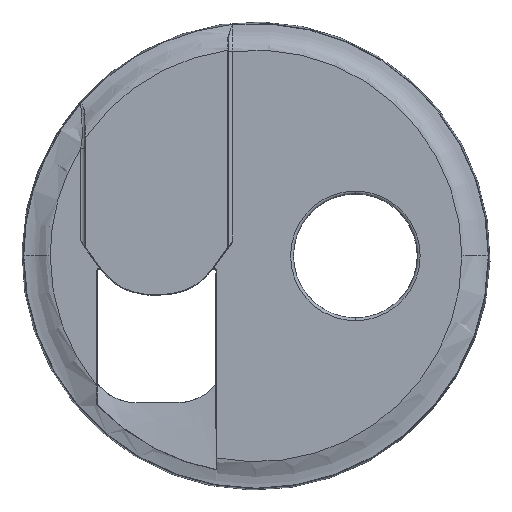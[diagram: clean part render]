
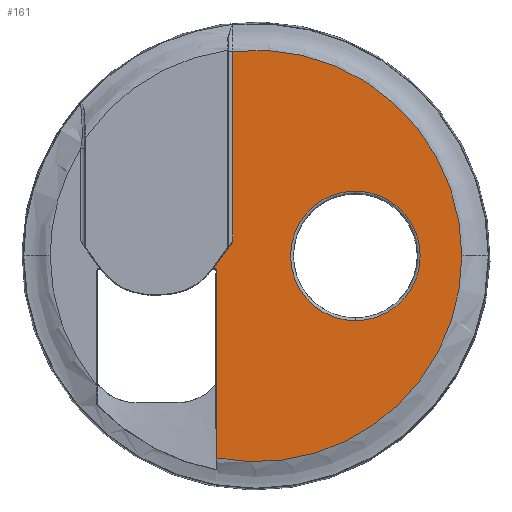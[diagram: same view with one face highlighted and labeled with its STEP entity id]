
A CAD part, top view. The second image highlights one B-rep face of the part: STEP entity #161.
In plain terms, the highlighted planar face has unit normal (0, 0, -1).
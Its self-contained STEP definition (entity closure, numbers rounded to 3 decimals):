
#34=AXIS2_PLACEMENT_3D('Plane Axis2P3D',#31,#32,#33) ;
#125=AXIS2_PLACEMENT_3D('Circle Axis2P3D',#123,#124,$) ;
#132=AXIS2_PLACEMENT_3D('Circle Axis2P3D',#130,#131,$) ;
#145=AXIS2_PLACEMENT_3D('Circle Axis2P3D',#143,#144,$) ;
#154=AXIS2_PLACEMENT_3D('Circle Axis2P3D',#152,#153,$) ;
#31=CARTESIAN_POINT('Axis2P3D Location',(1.672,-0.401,9.5)) ;
#36=CARTESIAN_POINT('Line Origine',(-4.44,-12.318,9.5)) ;
#40=CARTESIAN_POINT('Vertex',(-4.44,-1.763,9.5)) ;
#42=CARTESIAN_POINT('Vertex',(-4.44,-22.873,9.5)) ;
#46=CARTESIAN_POINT('Control Point',(-4.44,-1.763,9.5)) ;
#47=CARTESIAN_POINT('Control Point',(-4.44,-1.758,9.5)) ;
#48=CARTESIAN_POINT('Control Point',(-4.44,-1.753,9.5)) ;
#49=CARTESIAN_POINT('Control Point',(-4.44,-1.747,9.5)) ;
#50=CARTESIAN_POINT('Control Point',(-4.441,-1.737,9.5)) ;
#51=CARTESIAN_POINT('Control Point',(-4.442,-1.726,9.5)) ;
#52=CARTESIAN_POINT('Control Point',(-4.442,-1.721,9.5)) ;
#53=CARTESIAN_POINT('Control Point',(-4.443,-1.711,9.5)) ;
#54=CARTESIAN_POINT('Control Point',(-4.445,-1.7,9.5)) ;
#55=CARTESIAN_POINT('Control Point',(-4.446,-1.695,9.5)) ;
#56=CARTESIAN_POINT('Control Point',(-4.448,-1.685,9.5)) ;
#57=CARTESIAN_POINT('Control Point',(-4.451,-1.674,9.5)) ;
#58=CARTESIAN_POINT('Control Point',(-4.452,-1.669,9.5)) ;
#59=CARTESIAN_POINT('Control Point',(-4.455,-1.659,9.5)) ;
#60=CARTESIAN_POINT('Control Point',(-4.458,-1.649,9.5)) ;
#61=CARTESIAN_POINT('Control Point',(-4.46,-1.644,9.5)) ;
#62=CARTESIAN_POINT('Control Point',(-4.464,-1.634,9.5)) ;
#63=CARTESIAN_POINT('Control Point',(-4.468,-1.624,9.5)) ;
#64=CARTESIAN_POINT('Control Point',(-4.47,-1.619,9.5)) ;
#65=CARTESIAN_POINT('Control Point',(-4.477,-1.604,9.5)) ;
#66=CARTESIAN_POINT('Control Point',(-4.485,-1.59,9.5)) ;
#67=CARTESIAN_POINT('Control Point',(-4.49,-1.58,9.5)) ;
#68=CARTESIAN_POINT('Control Point',(-4.502,-1.562,9.5)) ;
#69=CARTESIAN_POINT('Control Point',(-4.514,-1.545,9.5)) ;
#70=CARTESIAN_POINT('Control Point',(-4.521,-1.537,9.5)) ;
#71=CARTESIAN_POINT('Control Point',(-4.535,-1.52,9.5)) ;
#72=CARTESIAN_POINT('Control Point',(-4.551,-1.505,9.5)) ;
#73=CARTESIAN_POINT('Control Point',(-4.559,-1.498,9.5)) ;
#74=CARTESIAN_POINT('Control Point',(-4.575,-1.484,9.5)) ;
#75=CARTESIAN_POINT('Control Point',(-4.593,-1.472,9.5)) ;
#76=CARTESIAN_POINT('Control Point',(-4.602,-1.466,9.5)) ;
#77=CARTESIAN_POINT('Control Point',(-4.62,-1.455,9.5)) ;
#78=CARTESIAN_POINT('Control Point',(-4.639,-1.445,9.5)) ;
#79=CARTESIAN_POINT('Control Point',(-4.649,-1.441,9.5)) ;
#80=CARTESIAN_POINT('Control Point',(-4.679,-1.429,9.5)) ;
#81=CARTESIAN_POINT('Control Point',(-4.71,-1.42,9.5)) ;
#82=CARTESIAN_POINT('Control Point',(-4.731,-1.416,9.5)) ;
#83=CARTESIAN_POINT('Control Point',(-4.763,-1.412,9.5)) ;
#84=CARTESIAN_POINT('Control Point',(-4.795,-1.412,9.5)) ;
#85=CARTESIAN_POINT('Control Point',(-4.805,-1.412,9.5)) ;
#86=CARTESIAN_POINT('Control Point',(-4.818,-1.413,9.5)) ;
#87=CARTESIAN_POINT('Control Point',(-4.831,-1.415,9.5)) ;
#88=CARTESIAN_POINT('Control Point',(-4.833,-1.415,9.5)) ;
#89=CARTESIAN_POINT('Control Point',(-4.836,-1.415,9.5)) ;
#90=CARTESIAN_POINT('Control Point',(-4.838,-1.416,9.5)) ;
#91=CARTESIAN_POINT('Vertex',(-4.838,-1.416,9.5)) ;
#95=CARTESIAN_POINT('Control Point',(-2.653,1.576,9.5)) ;
#96=CARTESIAN_POINT('Control Point',(-2.752,1.438,9.5)) ;
#97=CARTESIAN_POINT('Control Point',(-2.852,1.3,9.5)) ;
#98=CARTESIAN_POINT('Control Point',(-2.951,1.162,9.5)) ;
#99=CARTESIAN_POINT('Control Point',(-3.142,0.897,9.5)) ;
#100=CARTESIAN_POINT('Control Point',(-3.334,0.631,9.5)) ;
#101=CARTESIAN_POINT('Control Point',(-3.425,0.504,9.5)) ;
#102=CARTESIAN_POINT('Control Point',(-3.701,0.122,9.5)) ;
#103=CARTESIAN_POINT('Control Point',(-3.977,-0.261,9.5)) ;
#104=CARTESIAN_POINT('Control Point',(-4.161,-0.516,9.5)) ;
#105=CARTESIAN_POINT('Control Point',(-4.352,-0.778,9.5)) ;
#106=CARTESIAN_POINT('Control Point',(-4.547,-1.037,9.5)) ;
#107=CARTESIAN_POINT('Control Point',(-4.553,-1.045,9.5)) ;
#108=CARTESIAN_POINT('Control Point',(-4.613,-1.124,9.5)) ;
#109=CARTESIAN_POINT('Control Point',(-4.673,-1.203,9.5)) ;
#110=CARTESIAN_POINT('Control Point',(-4.727,-1.275,9.5)) ;
#111=CARTESIAN_POINT('Control Point',(-4.782,-1.345,9.5)) ;
#112=CARTESIAN_POINT('Control Point',(-4.838,-1.416,9.5)) ;
#113=CARTESIAN_POINT('Vertex',(-2.653,1.576,9.5)) ;
#116=CARTESIAN_POINT('Line Origine',(-2.653,12.362,9.5)) ;
#120=CARTESIAN_POINT('Vertex',(-2.653,23.148,9.5)) ;
#123=CARTESIAN_POINT('Axis2P3D Location',(0.,0.,9.5)) ;
#127=CARTESIAN_POINT('Vertex',(23.3,0.,9.5)) ;
#130=CARTESIAN_POINT('Axis2P3D Location',(0.,0.,9.5)) ;
#143=CARTESIAN_POINT('Axis2P3D Location',(11.25,0.,9.5)) ;
#147=CARTESIAN_POINT('Vertex',(11.25,7.337,9.5)) ;
#149=CARTESIAN_POINT('Vertex',(11.25,-7.337,9.5)) ;
#152=CARTESIAN_POINT('Axis2P3D Location',(11.25,0.,9.5)) ;
#32=DIRECTION('Axis2P3D Direction',(0.,0.,1.)) ;
#33=DIRECTION('Axis2P3D XDirection',(0.09,0.996,0.)) ;
#37=DIRECTION('Vector Direction',(0.,-1.,0.)) ;
#117=DIRECTION('Vector Direction',(0.,1.,0.)) ;
#124=DIRECTION('Axis2P3D Direction',(0.,0.,1.)) ;
#131=DIRECTION('Axis2P3D Direction',(0.,0.,1.)) ;
#144=DIRECTION('Axis2P3D Direction',(0.,0.,1.)) ;
#153=DIRECTION('Axis2P3D Direction',(0.,0.,1.)) ;
#38=VECTOR('Line Direction',#37,1.) ;
#118=VECTOR('Line Direction',#117,1.) ;
#136=ORIENTED_EDGE('',*,*,#44,.F.) ;
#137=ORIENTED_EDGE('',*,*,#93,.F.) ;
#138=ORIENTED_EDGE('',*,*,#115,.F.) ;
#139=ORIENTED_EDGE('',*,*,#122,.F.) ;
#140=ORIENTED_EDGE('',*,*,#129,.F.) ;
#141=ORIENTED_EDGE('',*,*,#134,.F.) ;
#158=ORIENTED_EDGE('',*,*,#151,.F.) ;
#159=ORIENTED_EDGE('',*,*,#156,.F.) ;
#160=FACE_BOUND('',#157,.T.) ;
#161=ADVANCED_FACE('Extraction.1',(#142,#160),#35,.F.) ;
#45=B_SPLINE_CURVE_WITH_KNOTS('',5,(#46,#47,#48,#49,#50,#51,#52,#53,#54,#55,#56,#57,#58,#59,#60,#61,#62,#63,#64,#65,#66,#67,#68,#69,#70,#71,#72,#73,#74,#75,#76,#77,#78,#79,#80,#81,#82,#83,#84,#85,#86,#87,#88,#89,#90),.UNSPECIFIED.,.F.,.U.,(6,3,3,3,3,3,3,3,3,3,3,3,3,3,6),(0.,0.028,0.057,0.085,0.114,0.143,0.171,0.229,0.286,0.343,0.4,0.457,0.57,0.627,0.639),.UNSPECIFIED.) ;
#94=B_SPLINE_CURVE_WITH_KNOTS('',5,(#95,#96,#97,#98,#99,#100,#101,#102,#103,#104,#105,#106,#107,#108,#109,#110,#111,#112),.UNSPECIFIED.,.F.,.U.,(6,3,3,3,3,6),(51.475,52.678,53.79,56.015,56.084,56.719),.UNSPECIFIED.) ;
#126=CIRCLE('generated circle',#125,23.3) ;
#133=CIRCLE('generated circle',#132,23.3) ;
#146=CIRCLE('generated circle',#145,7.337) ;
#155=CIRCLE('generated circle',#154,7.337) ;
#44=EDGE_CURVE('',#41,#43,#39,.T.) ;
#93=EDGE_CURVE('',#92,#41,#45,.F.) ;
#115=EDGE_CURVE('',#114,#92,#94,.T.) ;
#122=EDGE_CURVE('',#121,#114,#119,.F.) ;
#129=EDGE_CURVE('',#128,#121,#126,.T.) ;
#134=EDGE_CURVE('',#43,#128,#133,.T.) ;
#151=EDGE_CURVE('',#148,#150,#146,.F.) ;
#156=EDGE_CURVE('',#150,#148,#155,.F.) ;
#135=EDGE_LOOP('',(#136,#137,#138,#139,#140,#141)) ;
#157=EDGE_LOOP('',(#158,#159)) ;
#142=FACE_OUTER_BOUND('',#135,.T.) ;
#39=LINE('Line',#36,#38) ;
#119=LINE('Line',#116,#118) ;
#35=PLANE('',#34) ;
#41=VERTEX_POINT('',#40) ;
#43=VERTEX_POINT('',#42) ;
#92=VERTEX_POINT('',#91) ;
#114=VERTEX_POINT('',#113) ;
#121=VERTEX_POINT('',#120) ;
#128=VERTEX_POINT('',#127) ;
#148=VERTEX_POINT('',#147) ;
#150=VERTEX_POINT('',#149) ;
